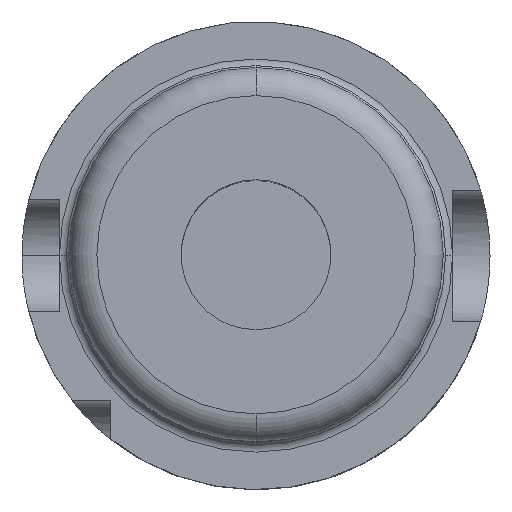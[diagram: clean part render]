
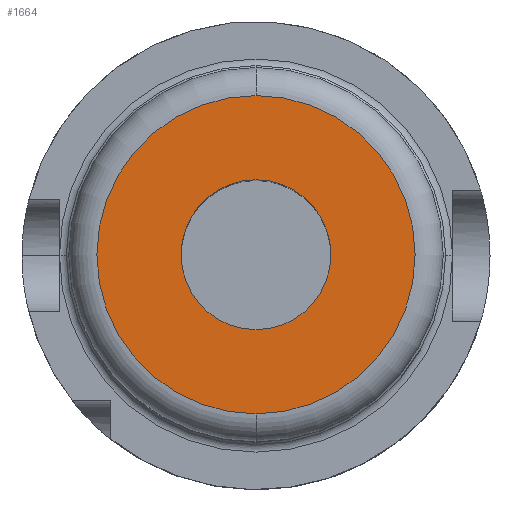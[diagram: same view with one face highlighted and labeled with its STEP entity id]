
A CAD part, top view. The second image highlights one B-rep face of the part: STEP entity #1664.
In plain terms, the highlighted planar face has unit normal (0, 0, 1).
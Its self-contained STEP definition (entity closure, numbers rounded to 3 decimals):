
#110 = DIRECTION ( 'NONE',  ( 0., -1., 0. ) ) ;
#232 = AXIS2_PLACEMENT_3D ( 'NONE', #2096, #2111, #1589 ) ;
#467 = EDGE_CURVE ( 'NONE', #924, #1369, #1501, .T. ) ;
#527 = ORIENTED_EDGE ( 'NONE', *, *, #2492, .T. ) ;
#691 = DIRECTION ( 'NONE',  ( 0., 0., -1. ) ) ;
#744 = AXIS2_PLACEMENT_3D ( 'NONE', #1425, #691, #1146 ) ;
#798 = CARTESIAN_POINT ( 'NONE',  ( 8., 0., 80. ) ) ;
#869 = EDGE_CURVE ( 'NONE', #1369, #924, #2291, .T. ) ;
#904 = VERTEX_POINT ( 'NONE', #798 ) ;
#915 = ORIENTED_EDGE ( 'NONE', *, *, #1140, .T. ) ;
#924 = VERTEX_POINT ( 'NONE', #1308 ) ;
#1140 = EDGE_CURVE ( 'NONE', #3258, #904, #2206, .T. ) ;
#1146 = DIRECTION ( 'NONE',  ( -1., 0., 0. ) ) ;
#1291 = ORIENTED_EDGE ( 'NONE', *, *, #869, .F. ) ;
#1293 = CARTESIAN_POINT ( 'NONE',  ( 0., -17., 80. ) ) ;
#1308 = CARTESIAN_POINT ( 'NONE',  ( 0., 17., 80. ) ) ;
#1369 = VERTEX_POINT ( 'NONE', #1293 ) ;
#1425 = CARTESIAN_POINT ( 'NONE',  ( 0., 0., 80. ) ) ;
#1501 = CIRCLE ( 'NONE', #3085, 17. ) ;
#1589 = DIRECTION ( 'NONE',  ( 0., 1., 0. ) ) ;
#1597 = CARTESIAN_POINT ( 'NONE',  ( 0., 0., 80. ) ) ;
#1633 = DIRECTION ( 'NONE',  ( 0., 0., 1. ) ) ;
#1664 = ADVANCED_FACE ( 'NONE', ( #2538, #2244 ), #2943, .T. ) ;
#1667 = CARTESIAN_POINT ( 'NONE',  ( 0., 0., 80. ) ) ;
#1949 = DIRECTION ( 'NONE',  ( 0., 0., -1. ) ) ;
#1973 = DIRECTION ( 'NONE',  ( -1., 0., 0. ) ) ;
#2096 = CARTESIAN_POINT ( 'NONE',  ( 0., 0., 80. ) ) ;
#2111 = DIRECTION ( 'NONE',  ( 0., 0., -1. ) ) ;
#2206 = CIRCLE ( 'NONE', #744, 8. ) ;
#2238 = EDGE_LOOP ( 'NONE', ( #2927, #1291 ) ) ;
#2244 = FACE_OUTER_BOUND ( 'NONE', #2238, .T. ) ;
#2291 = CIRCLE ( 'NONE', #232, 17. ) ;
#2304 = AXIS2_PLACEMENT_3D ( 'NONE', #3200, #1633, #110 ) ;
#2378 = DIRECTION ( 'NONE',  ( 0., 0., -1. ) ) ;
#2458 = CARTESIAN_POINT ( 'NONE',  ( -8., 0., 80. ) ) ;
#2492 = EDGE_CURVE ( 'NONE', #904, #3258, #3346, .T. ) ;
#2538 = FACE_BOUND ( 'NONE', #3254, .T. ) ;
#2886 = DIRECTION ( 'NONE',  ( 0., 1., 0. ) ) ;
#2927 = ORIENTED_EDGE ( 'NONE', *, *, #467, .F. ) ;
#2943 = PLANE ( 'NONE',  #2304 ) ;
#3066 = AXIS2_PLACEMENT_3D ( 'NONE', #1667, #1949, #1973 ) ;
#3085 = AXIS2_PLACEMENT_3D ( 'NONE', #1597, #2378, #2886 ) ;
#3200 = CARTESIAN_POINT ( 'NONE',  ( 0., 17., 80. ) ) ;
#3254 = EDGE_LOOP ( 'NONE', ( #915, #527 ) ) ;
#3258 = VERTEX_POINT ( 'NONE', #2458 ) ;
#3346 = CIRCLE ( 'NONE', #3066, 8. ) ;
